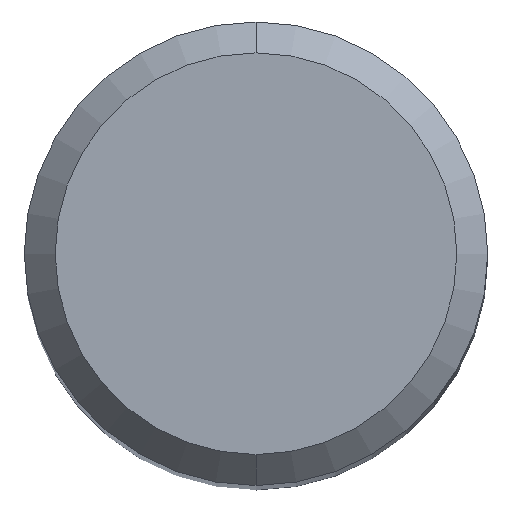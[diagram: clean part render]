
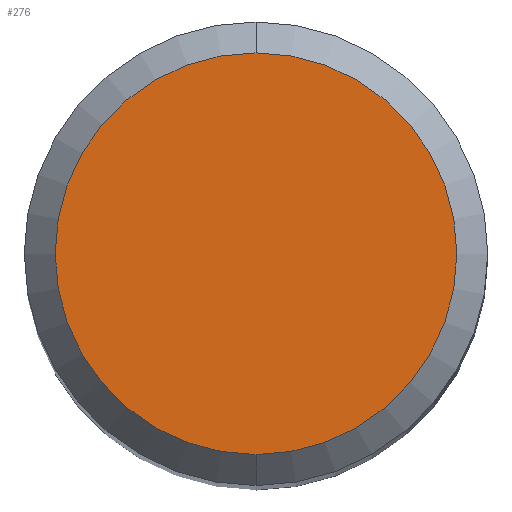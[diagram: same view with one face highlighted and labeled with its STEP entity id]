
A CAD part, top view. The second image highlights one B-rep face of the part: STEP entity #276.
In plain terms, the highlighted planar face has unit normal (0, 0, 1).
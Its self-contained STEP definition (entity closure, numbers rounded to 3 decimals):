
#208=VERTEX_POINT('',#506);
#276=ADVANCED_FACE('',(#582),#583,.T.);
#322=VERTEX_POINT('',#632);
#350=EDGE_CURVE('',#322,#208,#665,.T.);
#390=EDGE_CURVE('',#208,#322,#707,.T.);
#506=CARTESIAN_POINT('',(0.,-2.6,0.0));
#582=FACE_OUTER_BOUND('',#1016,.T.);
#583=PLANE('',#1017);
#632=CARTESIAN_POINT('',(0.0,2.6,0.0));
#665=CIRCLE('',#1203,2.6);
#707=CIRCLE('',#1298,2.6);
#1016=EDGE_LOOP('',(#1525,#1526));
#1017=AXIS2_PLACEMENT_3D('',#1527,#1528,#1529);
#1203=AXIS2_PLACEMENT_3D('',#1620,#1621,#1622);
#1298=AXIS2_PLACEMENT_3D('',#1645,#1646,#1647);
#1525=ORIENTED_EDGE('',*,*,#350,.F.);
#1526=ORIENTED_EDGE('',*,*,#390,.F.);
#1527=CARTESIAN_POINT('',(0.0,1.3,0.0));
#1528=DIRECTION('',(-0.0,0.0,1.0));
#1529=DIRECTION('',(0.0,-1.0,0.0));
#1620=CARTESIAN_POINT('',(0.0,0.0,0.0));
#1621=DIRECTION('',(0.0,0.0,-1.0));
#1622=DIRECTION('',(0.0,1.0,0.0));
#1645=CARTESIAN_POINT('',(0.0,0.0,0.0));
#1646=DIRECTION('',(0.0,0.0,-1.0));
#1647=DIRECTION('',(0.0,1.0,0.0));
